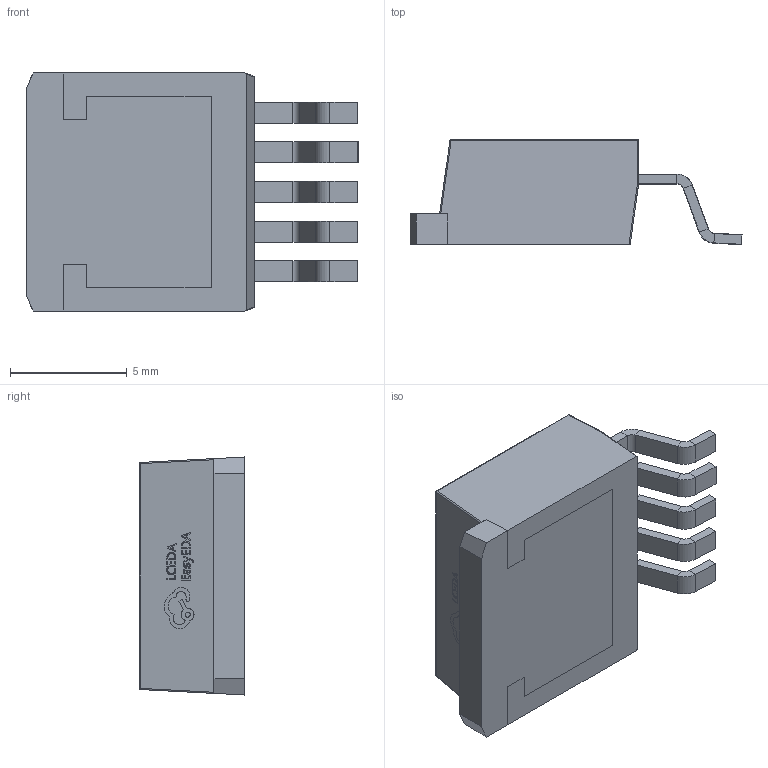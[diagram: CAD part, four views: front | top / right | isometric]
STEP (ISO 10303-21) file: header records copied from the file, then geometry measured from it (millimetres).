
FILE_DESCRIPTION(/* description */ (''),/* implementation_level */ '2;1');
FILE_NAME(/* name */ '3D_PCB4_2024-06-30.step',/* time_stamp */ '2024-06-30T12:22:24+08:00',/* author */ (''),/* organization */ (''),/* preprocessor_version */ 'ST-DEVELOPER v20',/* originating_system */ 'Autodesk Translation Framework v13.14.0.145',/* authorisation */ '');
FILE_SCHEMA (('AUTOMOTIVE_DESIGN { 1 0 10303 214 3 1 1 }'));
Length unit declared in the file: millimetre
Products named in the file (4): (未保存); 7Pu6-U1; TO-263-5_L10.2-W8.9-P1.70-BR; COMPOUND
Assembly tree (3 placements, depth 4):
  (未保存)
    7Pu6-U1
      TO-263-5_L10.2-W8.9-P1.70-BR
        COMPOUND
Bounding box: 14.23 x 4.51 x 10.2 mm (x, y, z)
Volume: 397.8 mm3; surface area: 608.6 mm2
Topology: 2 solids, 2 shells, 378 faces, 959 edges, 606 vertices
Faces by surface type: plane 245, bspline 98, cylinder 31, sphere 4
Full cylindrical faces by diameter (mm): 1 x1
Entity records: 12017 total; most frequent: CARTESIAN_POINT 3074, ORIENTED_EDGE 1910, DIRECTION 1561, EDGE_CURVE 955, LINE 699, VECTOR 699, VERTEX_POINT 606, AXIS2_PLACEMENT_3D 431
